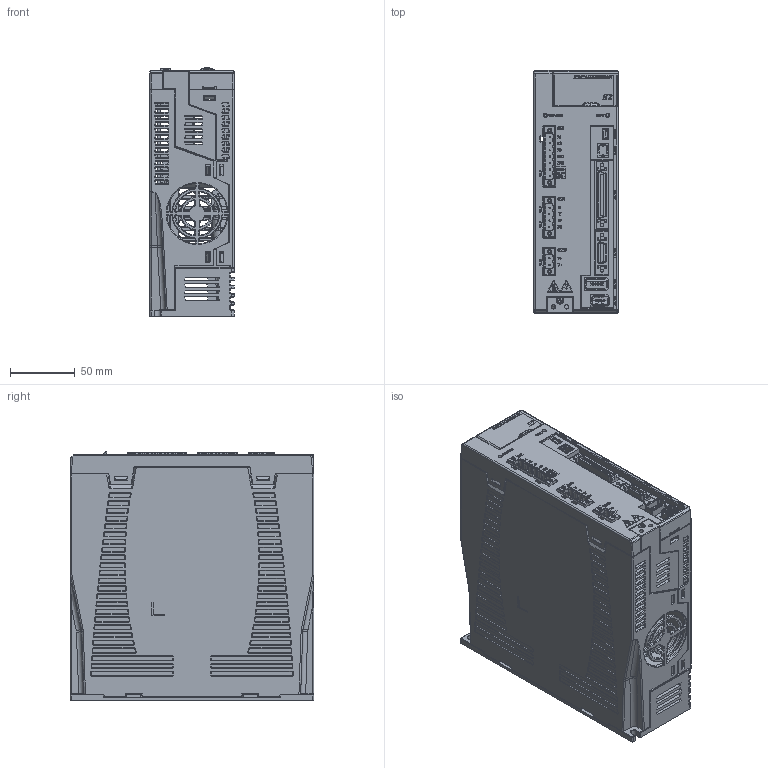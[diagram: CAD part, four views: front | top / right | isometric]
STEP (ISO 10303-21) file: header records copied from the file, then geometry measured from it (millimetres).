
FILE_DESCRIPTION (( 'STEP AP203' ), '1' );
FILE_NAME ('E2-1.2KW ³ÉÆ· C S.STEP', '2023-03-29T03:58:25', ( 'user' ), ( '' ), 'SwSTEP 2.0', 'SolidWorks 2015', '' );
FILE_SCHEMA (( 'CONFIG_CONTROL_DESIGN' ));
Products named in the file (1): E2-1.2KW 傖こ C S
Bounding box: 65 x 188 x 192.25 mm (x, y, z)
Surface area: 353628 mm2 (no closed solid volume)
Topology: 0 solids, 126 shells, 3403 faces, 15110 edges, 11673 vertices
Faces by surface type: plane 1846, cone 828, cylinder 516, bspline 148, torus 54, sphere 11
Entity records: 161148 total; most frequent: CARTESIAN_POINT 44830, ORIENTED_EDGE 22586, DIRECTION 22122, EDGE_CURVE 15105, VERTEX_POINT 11673, VECTOR 9614, LINE 9614, AXIS2_PLACEMENT_3D 6254
